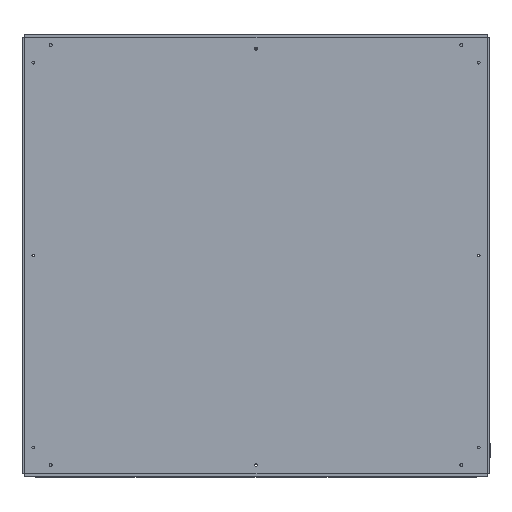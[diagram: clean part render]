
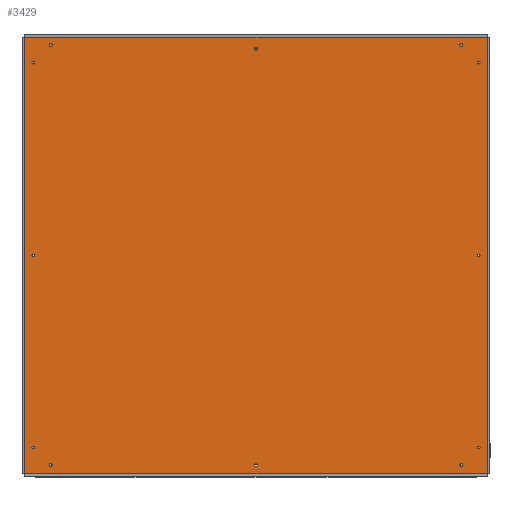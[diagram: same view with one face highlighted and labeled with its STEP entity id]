
A CAD part, top view. The second image highlights one B-rep face of the part: STEP entity #3429.
In plain terms, the highlighted planar face has unit normal (0, 0, 1).
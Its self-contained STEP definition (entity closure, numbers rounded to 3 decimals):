
#264=FACE_BOUND('',#839,.T.);
#265=FACE_BOUND('',#840,.T.);
#266=FACE_BOUND('',#841,.T.);
#267=FACE_BOUND('',#842,.T.);
#268=FACE_BOUND('',#843,.T.);
#269=FACE_BOUND('',#844,.T.);
#270=FACE_BOUND('',#845,.T.);
#271=FACE_BOUND('',#846,.T.);
#272=FACE_BOUND('',#847,.T.);
#273=FACE_BOUND('',#848,.T.);
#274=FACE_BOUND('',#849,.T.);
#275=FACE_BOUND('',#850,.T.);
#365=PLANE('',#3900);
#522=FACE_OUTER_BOUND('',#838,.T.);
#838=EDGE_LOOP('',(#3071,#3072,#3073,#3074));
#839=EDGE_LOOP('',(#3075));
#840=EDGE_LOOP('',(#3076));
#841=EDGE_LOOP('',(#3077));
#842=EDGE_LOOP('',(#3078));
#843=EDGE_LOOP('',(#3079));
#844=EDGE_LOOP('',(#3080));
#845=EDGE_LOOP('',(#3081));
#846=EDGE_LOOP('',(#3082));
#847=EDGE_LOOP('',(#3083));
#848=EDGE_LOOP('',(#3084));
#849=EDGE_LOOP('',(#3085));
#850=EDGE_LOOP('',(#3086));
#1106=LINE('',#5784,#1346);
#1109=LINE('',#5790,#1349);
#1112=LINE('',#5796,#1352);
#1115=LINE('',#5800,#1355);
#1346=VECTOR('',#4839,10.);
#1349=VECTOR('',#4844,10.);
#1352=VECTOR('',#4849,10.);
#1355=VECTOR('',#4854,10.);
#1533=CIRCLE('',#3861,1.65);
#1535=CIRCLE('',#3864,1.65);
#1537=CIRCLE('',#3867,1.65);
#1539=CIRCLE('',#3870,1.65);
#1541=CIRCLE('',#3873,1.65);
#1543=CIRCLE('',#3876,1.65);
#1545=CIRCLE('',#3879,1.65);
#1547=CIRCLE('',#3882,1.65);
#1549=CIRCLE('',#3885,1.65);
#1551=CIRCLE('',#3888,1.65);
#1553=CIRCLE('',#3891,1.65);
#1555=CIRCLE('',#3894,1.65);
#1809=VERTEX_POINT('',#5706);
#1811=VERTEX_POINT('',#5712);
#1813=VERTEX_POINT('',#5718);
#1815=VERTEX_POINT('',#5724);
#1817=VERTEX_POINT('',#5730);
#1819=VERTEX_POINT('',#5736);
#1821=VERTEX_POINT('',#5742);
#1823=VERTEX_POINT('',#5748);
#1825=VERTEX_POINT('',#5754);
#1827=VERTEX_POINT('',#5760);
#1829=VERTEX_POINT('',#5766);
#1831=VERTEX_POINT('',#5772);
#1835=VERTEX_POINT('',#5781);
#1836=VERTEX_POINT('',#5783);
#1838=VERTEX_POINT('',#5789);
#1840=VERTEX_POINT('',#5795);
#2218=EDGE_CURVE('',#1809,#1809,#1533,.T.);
#2221=EDGE_CURVE('',#1811,#1811,#1535,.T.);
#2224=EDGE_CURVE('',#1813,#1813,#1537,.T.);
#2227=EDGE_CURVE('',#1815,#1815,#1539,.T.);
#2230=EDGE_CURVE('',#1817,#1817,#1541,.T.);
#2233=EDGE_CURVE('',#1819,#1819,#1543,.T.);
#2236=EDGE_CURVE('',#1821,#1821,#1545,.T.);
#2239=EDGE_CURVE('',#1823,#1823,#1547,.T.);
#2242=EDGE_CURVE('',#1825,#1825,#1549,.T.);
#2245=EDGE_CURVE('',#1827,#1827,#1551,.T.);
#2248=EDGE_CURVE('',#1829,#1829,#1553,.T.);
#2251=EDGE_CURVE('',#1831,#1831,#1555,.T.);
#2256=EDGE_CURVE('',#1836,#1835,#1106,.T.);
#2259=EDGE_CURVE('',#1838,#1836,#1109,.T.);
#2262=EDGE_CURVE('',#1840,#1838,#1112,.T.);
#2265=EDGE_CURVE('',#1835,#1840,#1115,.T.);
#3071=ORIENTED_EDGE('',*,*,#2265,.T.);
#3072=ORIENTED_EDGE('',*,*,#2262,.T.);
#3073=ORIENTED_EDGE('',*,*,#2259,.T.);
#3074=ORIENTED_EDGE('',*,*,#2256,.T.);
#3075=ORIENTED_EDGE('',*,*,#2218,.T.);
#3076=ORIENTED_EDGE('',*,*,#2221,.T.);
#3077=ORIENTED_EDGE('',*,*,#2224,.T.);
#3078=ORIENTED_EDGE('',*,*,#2227,.T.);
#3079=ORIENTED_EDGE('',*,*,#2230,.T.);
#3080=ORIENTED_EDGE('',*,*,#2233,.T.);
#3081=ORIENTED_EDGE('',*,*,#2236,.T.);
#3082=ORIENTED_EDGE('',*,*,#2239,.T.);
#3083=ORIENTED_EDGE('',*,*,#2242,.T.);
#3084=ORIENTED_EDGE('',*,*,#2245,.T.);
#3085=ORIENTED_EDGE('',*,*,#2248,.T.);
#3086=ORIENTED_EDGE('',*,*,#2251,.T.);
#3429=ADVANCED_FACE('',(#522,#264,#265,#266,#267,#268,#269,#270,#271,#272,
#273,#274,#275),#365,.T.);
#3861=AXIS2_PLACEMENT_3D('',#5707,#4753,#4754);
#3864=AXIS2_PLACEMENT_3D('',#5713,#4760,#4761);
#3867=AXIS2_PLACEMENT_3D('',#5719,#4767,#4768);
#3870=AXIS2_PLACEMENT_3D('',#5725,#4774,#4775);
#3873=AXIS2_PLACEMENT_3D('',#5731,#4781,#4782);
#3876=AXIS2_PLACEMENT_3D('',#5737,#4788,#4789);
#3879=AXIS2_PLACEMENT_3D('',#5743,#4795,#4796);
#3882=AXIS2_PLACEMENT_3D('',#5749,#4802,#4803);
#3885=AXIS2_PLACEMENT_3D('',#5755,#4809,#4810);
#3888=AXIS2_PLACEMENT_3D('',#5761,#4816,#4817);
#3891=AXIS2_PLACEMENT_3D('',#5767,#4823,#4824);
#3894=AXIS2_PLACEMENT_3D('',#5773,#4830,#4831);
#3900=AXIS2_PLACEMENT_3D('',#5801,#4855,#4856);
#4753=DIRECTION('center_axis',(0.,0.,-1.));
#4754=DIRECTION('ref_axis',(-1.,0.,0.));
#4760=DIRECTION('center_axis',(0.,0.,-1.));
#4761=DIRECTION('ref_axis',(-1.,0.,0.));
#4767=DIRECTION('center_axis',(0.,0.,-1.));
#4768=DIRECTION('ref_axis',(-1.,0.,0.));
#4774=DIRECTION('center_axis',(0.,0.,-1.));
#4775=DIRECTION('ref_axis',(-1.,0.,0.));
#4781=DIRECTION('center_axis',(0.,0.,-1.));
#4782=DIRECTION('ref_axis',(-1.,0.,0.));
#4788=DIRECTION('center_axis',(0.,0.,-1.));
#4789=DIRECTION('ref_axis',(-1.,0.,0.));
#4795=DIRECTION('center_axis',(0.,0.,-1.));
#4796=DIRECTION('ref_axis',(-1.,0.,0.));
#4802=DIRECTION('center_axis',(0.,0.,-1.));
#4803=DIRECTION('ref_axis',(-1.,0.,0.));
#4809=DIRECTION('center_axis',(0.,0.,-1.));
#4810=DIRECTION('ref_axis',(-1.,0.,0.));
#4816=DIRECTION('center_axis',(0.,0.,-1.));
#4817=DIRECTION('ref_axis',(-1.,0.,0.));
#4823=DIRECTION('center_axis',(0.,0.,-1.));
#4824=DIRECTION('ref_axis',(-1.,0.,0.));
#4830=DIRECTION('center_axis',(0.,0.,-1.));
#4831=DIRECTION('ref_axis',(-1.,0.,0.));
#4839=DIRECTION('',(-1.,0.,0.));
#4844=DIRECTION('',(0.,1.,0.));
#4849=DIRECTION('',(1.,0.,0.));
#4854=DIRECTION('',(0.,-1.,0.));
#4855=DIRECTION('center_axis',(0.,0.,1.));
#4856=DIRECTION('ref_axis',(1.,0.,0.));
#5706=CARTESIAN_POINT('',(-253.35,55.,158.));
#5707=CARTESIAN_POINT('Origin',(-255.,55.,158.));
#5712=CARTESIAN_POINT('',(1.65,291.827,158.));
#5713=CARTESIAN_POINT('Origin',(0.,291.827,158.));
#5718=CARTESIAN_POINT('',(1.65,-185.,158.));
#5719=CARTESIAN_POINT('Origin',(0.,-185.,
158.));
#5724=CARTESIAN_POINT('',(256.65,55.,158.));
#5725=CARTESIAN_POINT('Origin',(255.,55.,158.));
#5730=CARTESIAN_POINT('',(236.65,-185.,158.));
#5731=CARTESIAN_POINT('Origin',(235.,-185.,158.));
#5736=CARTESIAN_POINT('',(-253.35,275.897,158.));
#5737=CARTESIAN_POINT('Origin',(-255.,275.897,158.));
#5742=CARTESIAN_POINT('',(236.65,295.897,158.));
#5743=CARTESIAN_POINT('Origin',(235.,295.897,158.));
#5748=CARTESIAN_POINT('',(-253.35,-165.,158.));
#5749=CARTESIAN_POINT('Origin',(-255.,-165.,158.));
#5754=CARTESIAN_POINT('',(256.65,-165.,158.));
#5755=CARTESIAN_POINT('Origin',(255.,-165.,158.));
#5760=CARTESIAN_POINT('',(-233.35,295.897,158.));
#5761=CARTESIAN_POINT('Origin',(-235.,295.897,158.));
#5766=CARTESIAN_POINT('',(256.65,275.897,158.));
#5767=CARTESIAN_POINT('Origin',(255.,275.897,158.));
#5772=CARTESIAN_POINT('',(-233.35,-185.,158.));
#5773=CARTESIAN_POINT('Origin',(-235.,-185.,158.));
#5781=CARTESIAN_POINT('',(-265.,305.,158.));
#5783=CARTESIAN_POINT('',(265.,305.,158.));
#5784=CARTESIAN_POINT('',(-265.,305.,158.));
#5789=CARTESIAN_POINT('',(265.,-195.,158.));
#5790=CARTESIAN_POINT('',(265.,-193.5,158.));
#5795=CARTESIAN_POINT('',(-265.,-195.,158.));
#5796=CARTESIAN_POINT('',(-265.,-195.,158.));
#5800=CARTESIAN_POINT('',(-265.,305.,158.));
#5801=CARTESIAN_POINT('Origin',(0.,55.,158.));
